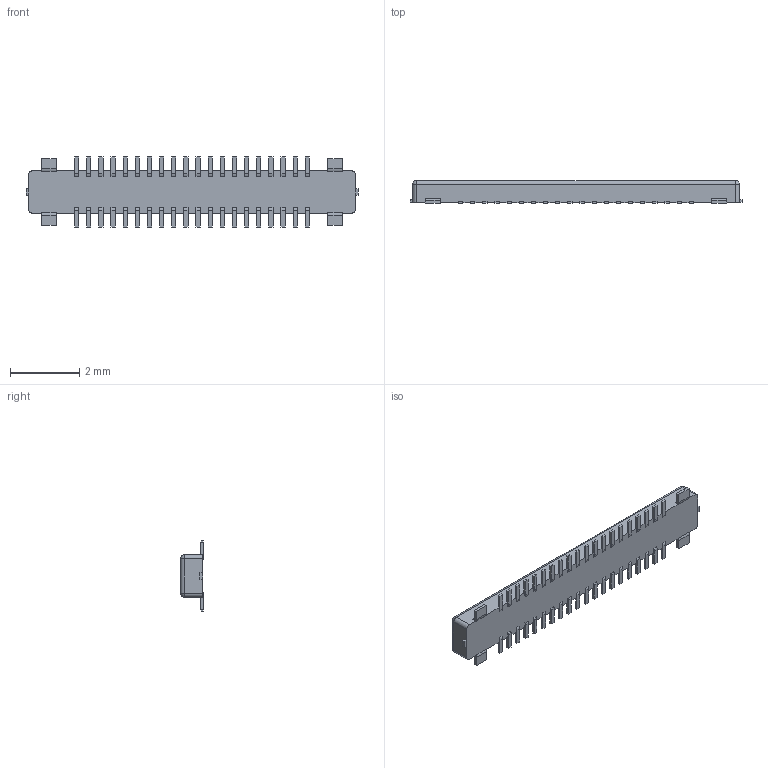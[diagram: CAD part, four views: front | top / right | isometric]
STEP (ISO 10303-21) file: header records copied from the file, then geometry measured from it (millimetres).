
FILE_DESCRIPTION(('STEP AP203'),'1');
FILE_NAME('bm24-40dp_2-0_35v_53_.stp','2020-11-16T07:01:56',('TraceParts'),('TraceParts S.A.'),'Spatial InterOp 3D',' ',' ');
FILE_SCHEMA(('CONFIG_CONTROL_DESIGN'));
Length unit declared in the file: millimetre
Products named in the file (1): 1
Bounding box: 9.57 x 0.66 x 2.02 mm (x, y, z)
Volume: 4.1 mm3; surface area: 51.4 mm2
Topology: 1 solids, 1 shells, 350 faces, 1002 edges, 652 vertices
Faces by surface type: plane 252, cylinder 86, sphere 4, torus 4, bspline 4
Entity records: 11594 total; most frequent: CARTESIAN_POINT 2349, ORIENTED_EDGE 1996, DIRECTION 1824, EDGE_CURVE 998, LINE 826, VECTOR 826, VERTEX_POINT 652, AXIS2_PLACEMENT_3D 499
